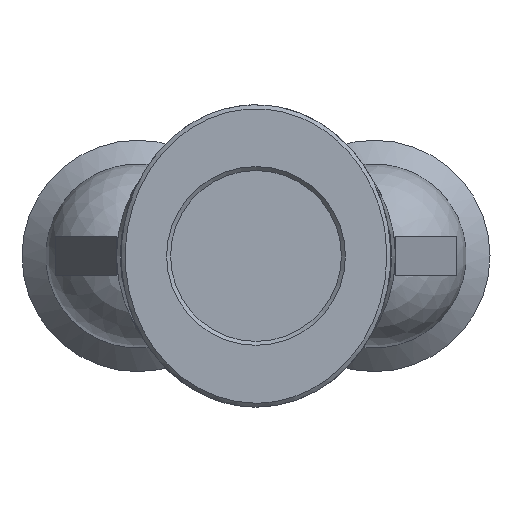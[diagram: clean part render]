
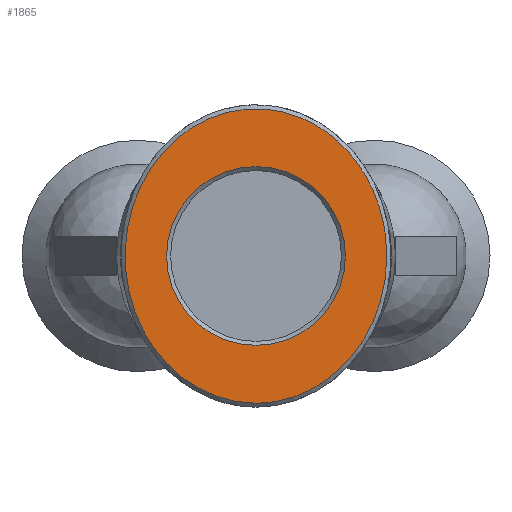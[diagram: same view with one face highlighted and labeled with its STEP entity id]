
A CAD part, front view. The second image highlights one B-rep face of the part: STEP entity #1865.
In plain terms, the highlighted face is planar.
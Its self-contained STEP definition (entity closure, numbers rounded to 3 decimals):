
#1792=CARTESIAN_POINT('',(11.2,5.3,0.));
#1793=VERTEX_POINT('',#1792);
#1823=CARTESIAN_POINT('',(11.2,5.3,0.));
#1824=CARTESIAN_POINT('',(11.2,5.3,1.483));
#1825=CARTESIAN_POINT('',(10.442,5.3,4.449));
#1826=CARTESIAN_POINT('',(7.238,5.3,8.035));
#1827=CARTESIAN_POINT('',(2.587,5.3,10.032));
#1828=CARTESIAN_POINT('',(-2.588,5.3,10.032));
#1829=CARTESIAN_POINT('',(-7.235,5.3,8.034));
#1830=CARTESIAN_POINT('',(-10.806,5.3,4.05));
#1831=CARTESIAN_POINT('',(-11.576,5.3,-0.541));
#1832=CARTESIAN_POINT('',(-9.921,5.3,-5.33));
#1833=CARTESIAN_POINT('',(-6.758,5.3,-8.373));
#1834=CARTESIAN_POINT('',(-2.008,5.3,-10.03));
#1835=CARTESIAN_POINT('',(2.584,5.3,-10.034));
#1836=CARTESIAN_POINT('',(7.239,5.3,-8.033));
#1837=CARTESIAN_POINT('',(10.442,5.3,-4.449));
#1838=CARTESIAN_POINT('',(11.2,5.3,-1.483));
#1839=CARTESIAN_POINT('',(11.2,5.3,0.));
#1840=B_SPLINE_CURVE_WITH_KNOTS('',3,(#1823,#1824,#1825,#1826,#1827,#1828,#1829,#1830,#1831,#1832,#1833,#1834,#1835,#1836,#1837,#1838,#1839),.UNSPECIFIED.,.T.,.U.,(4,1,1,1,1,1,1,1,1,1,1,1,1,1,4),(-3.142,-2.693,-2.244,-1.795,-1.346,-0.898,-0.449,0.15,0.449,1.047,1.346,1.795,2.244,2.693,3.142),.UNSPECIFIED.);
#1841=EDGE_CURVE('',#1793,#1793,#1840,.T.);
#1846=CARTESIAN_POINT('',(0.,5.3,0.));
#1847=DIRECTION('',(0.0,-1.0,0.0));
#1848=DIRECTION('',(0.0,0.0,-1.0));
#1849=AXIS2_PLACEMENT_3D('',#1846,#1847,#1848);
#1850=PLANE('',#1849);
#1851=ORIENTED_EDGE('',*,*,#1841,.F.);
#1852=EDGE_LOOP('',(#1851));
#1853=FACE_OUTER_BOUND('',#1852,.T.);
#1854=CARTESIAN_POINT('',(6.8,5.3,0.));
#1855=VERTEX_POINT('',#1854);
#1856=CARTESIAN_POINT('',(0.,5.3,0.0));
#1857=DIRECTION('',(0.0,1.0,0.0));
#1858=DIRECTION('',(-1.0,0.0,0.0));
#1859=AXIS2_PLACEMENT_3D('',#1856,#1857,#1858);
#1860=CIRCLE('',#1859,6.8);
#1861=EDGE_CURVE('',#1855,#1855,#1860,.T.);
#1862=ORIENTED_EDGE('',*,*,#1861,.F.);
#1863=EDGE_LOOP('',(#1862));
#1864=FACE_BOUND('',#1863,.T.);
#1865=ADVANCED_FACE('',(#1853,#1864),#1850,.F.);
